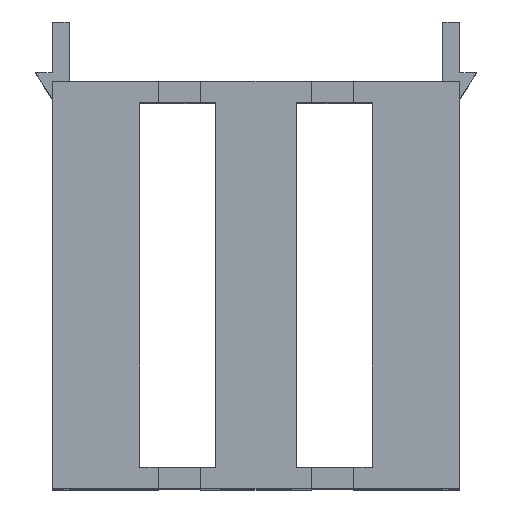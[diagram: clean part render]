
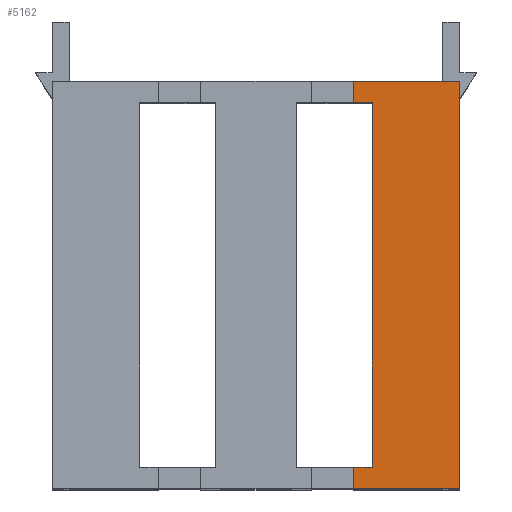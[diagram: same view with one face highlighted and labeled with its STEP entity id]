
A CAD part, top view. The second image highlights one B-rep face of the part: STEP entity #5162.
In plain terms, the highlighted planar face has unit normal (0, 0, 1).
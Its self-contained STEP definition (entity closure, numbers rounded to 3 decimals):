
#126=FACE_OUTER_BOUND('',#373,.T.);
#373=EDGE_LOOP('',(#3862,#3863,#3864,#3865,#3866,#3867,#3868,#3869));
#622=LINE('',#6965,#1380);
#764=LINE('',#7248,#1522);
#932=LINE('',#7579,#1690);
#934=LINE('',#7582,#1692);
#935=LINE('',#7584,#1693);
#936=LINE('',#7586,#1694);
#937=LINE('',#7588,#1695);
#938=LINE('',#7589,#1696);
#1380=VECTOR('',#5664,10.);
#1522=VECTOR('',#5864,10.);
#1690=VECTOR('',#6128,10.);
#1692=VECTOR('',#6132,10.);
#1693=VECTOR('',#6133,10.);
#1694=VECTOR('',#6134,10.);
#1695=VECTOR('',#6135,10.);
#1696=VECTOR('',#6136,10.);
#2131=VERTEX_POINT('',#6962);
#2132=VERTEX_POINT('',#6964);
#2243=VERTEX_POINT('',#7245);
#2244=VERTEX_POINT('',#7247);
#2359=VERTEX_POINT('',#7578);
#2360=VERTEX_POINT('',#7583);
#2361=VERTEX_POINT('',#7585);
#2362=VERTEX_POINT('',#7587);
#2626=EDGE_CURVE('',#2132,#2131,#622,.T.);
#2768=EDGE_CURVE('',#2243,#2244,#764,.T.);
#2936=EDGE_CURVE('',#2359,#2132,#932,.T.);
#2938=EDGE_CURVE('',#2244,#2131,#934,.T.);
#2939=EDGE_CURVE('',#2360,#2243,#935,.T.);
#2940=EDGE_CURVE('',#2361,#2360,#936,.T.);
#2941=EDGE_CURVE('',#2362,#2361,#937,.T.);
#2942=EDGE_CURVE('',#2362,#2359,#938,.T.);
#3862=ORIENTED_EDGE('',*,*,#2626,.T.);
#3863=ORIENTED_EDGE('',*,*,#2938,.F.);
#3864=ORIENTED_EDGE('',*,*,#2768,.F.);
#3865=ORIENTED_EDGE('',*,*,#2939,.F.);
#3866=ORIENTED_EDGE('',*,*,#2940,.F.);
#3867=ORIENTED_EDGE('',*,*,#2941,.F.);
#3868=ORIENTED_EDGE('',*,*,#2942,.T.);
#3869=ORIENTED_EDGE('',*,*,#2936,.T.);
#4918=PLANE('',#5420);
#5162=ADVANCED_FACE('',(#126),#4918,.T.);
#5420=AXIS2_PLACEMENT_3D('',#7581,#6130,#6131);
#5664=DIRECTION('',(-1.,0.,0.));
#5864=DIRECTION('',(-1.,0.,0.));
#6128=DIRECTION('',(0.,1.,0.));
#6130=DIRECTION('center_axis',(0.,0.,1.));
#6131=DIRECTION('ref_axis',(1.,0.,0.));
#6132=DIRECTION('',(0.,1.,0.));
#6133=DIRECTION('',(0.,1.,0.));
#6134=DIRECTION('',(1.,0.,0.));
#6135=DIRECTION('',(0.,1.,0.));
#6136=DIRECTION('',(1.,0.,0.));
#6962=CARTESIAN_POINT('',(11.5,48.,78.));
#6964=CARTESIAN_POINT('',(24.,48.,78.));
#6965=CARTESIAN_POINT('',(5.55,48.,78.));
#7245=CARTESIAN_POINT('',(13.722,45.5,78.));
#7247=CARTESIAN_POINT('',(11.5,45.5,78.));
#7248=CARTESIAN_POINT('',(5.75,45.5,78.));
#7578=CARTESIAN_POINT('',(24.,0.,78.));
#7579=CARTESIAN_POINT('',(24.,2.5,78.));
#7581=CARTESIAN_POINT('Origin',(11.1,25.5,78.));
#7582=CARTESIAN_POINT('',(11.5,0.,78.));
#7583=CARTESIAN_POINT('',(13.722,2.5,78.));
#7584=CARTESIAN_POINT('',(13.722,2.5,78.));
#7585=CARTESIAN_POINT('',(11.5,2.5,78.));
#7586=CARTESIAN_POINT('',(-24.,2.5,78.));
#7587=CARTESIAN_POINT('',(11.5,0.,78.));
#7588=CARTESIAN_POINT('',(11.5,12.75,78.));
#7589=CARTESIAN_POINT('',(-24.,0.,78.));
